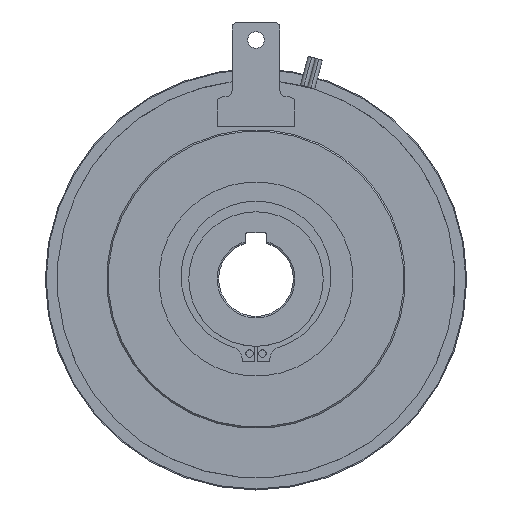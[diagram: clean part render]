
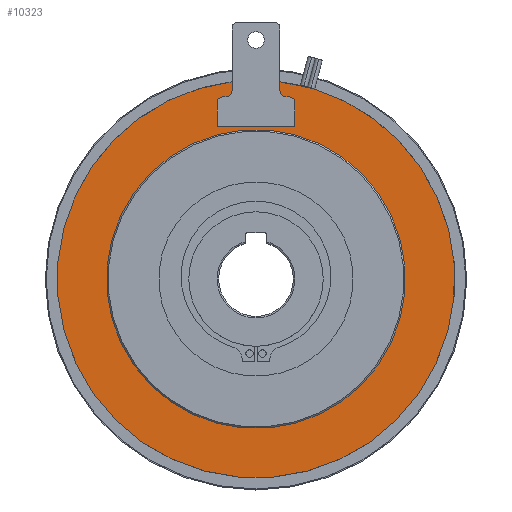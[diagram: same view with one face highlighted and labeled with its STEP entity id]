
A CAD part, top view. The second image highlights one B-rep face of the part: STEP entity #10323.
In plain terms, the highlighted planar face has unit normal (0, 0, 1).
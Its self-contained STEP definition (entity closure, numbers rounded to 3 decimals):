
#1110 = DIRECTION ( 'NONE',  ( 0.966, -0.259, 0. ) ) ;
#1239 = DIRECTION ( 'NONE',  ( 0.966, -0.259, 0. ) ) ;
#1240 = DIRECTION ( 'NONE',  ( 0., 0., 1. ) ) ;
#1241 = AXIS2_PLACEMENT_3D ( 'NONE', #1245, #1240, #1239 ) ;
#1242 = CIRCLE ( 'NONE', #1241, 50. ) ;
#1245 = CARTESIAN_POINT ( 'NONE',  ( 0., 0., 28. ) ) ;
#1246 = CARTESIAN_POINT ( 'NONE',  ( -48.296, 12.941, 28. ) ) ;
#1292 = CARTESIAN_POINT ( 'NONE',  ( 64.234, -17.211, 28. ) ) ;
#1364 = DIRECTION ( 'NONE',  ( 0., 0., 1. ) ) ;
#1365 = CARTESIAN_POINT ( 'NONE',  ( 0., 0., 28. ) ) ;
#1366 = AXIS2_PLACEMENT_3D ( 'NONE', #1365, #1364, #1110 ) ;
#1367 = CIRCLE ( 'NONE', #1366, 66.5 ) ;
#1395 = DIRECTION ( 'NONE',  ( 0.966, -0.259, 0. ) ) ;
#1396 = DIRECTION ( 'NONE',  ( 0., 0., 1. ) ) ;
#1397 = CARTESIAN_POINT ( 'NONE',  ( 0., 0., 28. ) ) ;
#1398 = AXIS2_PLACEMENT_3D ( 'NONE', #1397, #1396, #1395 ) ;
#1399 = CIRCLE ( 'NONE', #1398, 66.5 ) ;
#1400 = CARTESIAN_POINT ( 'NONE',  ( 8., 66.017, 28. ) ) ;
#1401 = CARTESIAN_POINT ( 'NONE',  ( -64.234, 17.211, 28. ) ) ;
#1407 = CARTESIAN_POINT ( 'NONE',  ( 48.296, -12.941, 28. ) ) ;
#1431 = CARTESIAN_POINT ( 'NONE',  ( -8., 66.017, 28. ) ) ;
#2086 = DIRECTION ( 'NONE',  ( -1., 0., 0. ) ) ;
#2087 = VECTOR ( 'NONE', #2086, 1000. ) ;
#2088 = CARTESIAN_POINT ( 'NONE',  ( -10., 61., 28. ) ) ;
#2089 = LINE ( 'NONE', #2088, #2087 ) ;
#2145 = CARTESIAN_POINT ( 'NONE',  ( -11., 61., 28. ) ) ;
#2150 = CARTESIAN_POINT ( 'NONE',  ( 0., 0., 28. ) ) ;
#2151 = PLANE ( 'NONE',  #2211 ) ;
#2152 = FACE_OUTER_BOUND ( 'NONE', #10359, .T. ) ;
#2153 = FACE_BOUND ( 'NONE', #10333, .T. ) ;
#2172 = DIRECTION ( 'NONE',  ( -1., 0., 0. ) ) ;
#2173 = DIRECTION ( 'NONE',  ( 0., 0., 1. ) ) ;
#2174 = CARTESIAN_POINT ( 'NONE',  ( -11., 59., 28. ) ) ;
#2175 = AXIS2_PLACEMENT_3D ( 'NONE', #2174, #2173, #2172 ) ;
#2179 = CIRCLE ( 'NONE', #2175, 2. ) ;
#2209 = DIRECTION ( 'NONE',  ( 0.966, -0.259, 0. ) ) ;
#2210 = DIRECTION ( 'NONE',  ( 0., 0., 1. ) ) ;
#2211 = AXIS2_PLACEMENT_3D ( 'NONE', #2150, #2210, #2209 ) ;
#2226 = DIRECTION ( 'NONE',  ( 0.966, -0.259, 0. ) ) ;
#2227 = DIRECTION ( 'NONE',  ( 0., 0., 1. ) ) ;
#2228 = CARTESIAN_POINT ( 'NONE',  ( 0., 0., 28. ) ) ;
#2229 = AXIS2_PLACEMENT_3D ( 'NONE', #2228, #2227, #2226 ) ;
#2230 = CIRCLE ( 'NONE', #2229, 50. ) ;
#2257 = DIRECTION ( 'NONE',  ( 0.966, -0.259, 0. ) ) ;
#2258 = DIRECTION ( 'NONE',  ( 0., 0., 1. ) ) ;
#2259 = CARTESIAN_POINT ( 'NONE',  ( 0., 0., 28. ) ) ;
#2260 = AXIS2_PLACEMENT_3D ( 'NONE', #2259, #2258, #2257 ) ;
#2261 = CIRCLE ( 'NONE', #2260, 66.5 ) ;
#2273 = LINE ( 'NONE', #2338, #2336 ) ;
#2286 = CARTESIAN_POINT ( 'NONE',  ( 13., 51., 28. ) ) ;
#2305 = CARTESIAN_POINT ( 'NONE',  ( -13., 51., 28. ) ) ;
#2335 = DIRECTION ( 'NONE',  ( 0., -1., 0. ) ) ;
#2336 = VECTOR ( 'NONE', #2335, 1000. ) ;
#2338 = CARTESIAN_POINT ( 'NONE',  ( -13., 59., 28. ) ) ;
#2348 = DIRECTION ( 'NONE',  ( 1., 0., 0. ) ) ;
#2349 = DIRECTION ( 'NONE',  ( 0., 0., 1. ) ) ;
#2350 = CARTESIAN_POINT ( 'NONE',  ( 11., 59., 28. ) ) ;
#2351 = AXIS2_PLACEMENT_3D ( 'NONE', #2350, #2349, #2348 ) ;
#2352 = CIRCLE ( 'NONE', #2351, 2. ) ;
#2364 = DIRECTION ( 'NONE',  ( 1., 0., 0. ) ) ;
#2365 = VECTOR ( 'NONE', #2364, 1000. ) ;
#2366 = CARTESIAN_POINT ( 'NONE',  ( -13., 51., 28. ) ) ;
#2367 = LINE ( 'NONE', #2366, #2365 ) ;
#2368 = CARTESIAN_POINT ( 'NONE',  ( -13., 59., 28. ) ) ;
#2375 = CARTESIAN_POINT ( 'NONE',  ( 11., 61., 28. ) ) ;
#2380 = CARTESIAN_POINT ( 'NONE',  ( 10., 61., 28. ) ) ;
#2393 = DIRECTION ( 'NONE',  ( -1., 0., 0. ) ) ;
#2394 = VECTOR ( 'NONE', #2393, 1000. ) ;
#2395 = CARTESIAN_POINT ( 'NONE',  ( 11., 61., 28. ) ) ;
#2396 = LINE ( 'NONE', #2395, #2394 ) ;
#2397 = DIRECTION ( 'NONE',  ( 0., 1., 0. ) ) ;
#2398 = VECTOR ( 'NONE', #2397, 1000. ) ;
#2399 = CARTESIAN_POINT ( 'NONE',  ( 13., 51., 28. ) ) ;
#2400 = LINE ( 'NONE', #2399, #2398 ) ;
#2419 = DIRECTION ( 'NONE',  ( 1., 0., 0. ) ) ;
#2420 = DIRECTION ( 'NONE',  ( 0., 0., -1. ) ) ;
#2421 = CARTESIAN_POINT ( 'NONE',  ( 10., 63., 28. ) ) ;
#2422 = AXIS2_PLACEMENT_3D ( 'NONE', #2421, #2420, #2419 ) ;
#2423 = CIRCLE ( 'NONE', #2422, 2. ) ;
#2424 = CARTESIAN_POINT ( 'NONE',  ( 8., 63., 28. ) ) ;
#2425 = CARTESIAN_POINT ( 'NONE',  ( 13., 59., 28. ) ) ;
#2439 = CARTESIAN_POINT ( 'NONE',  ( -8., 63., 28. ) ) ;
#3668 = EDGE_CURVE ( 'NONE', #9638, #10496, #11492, .T. ) ;
#3687 = ORIENTED_EDGE ( 'NONE', *, *, #9630, .T. ) ;
#4299 = VERTEX_POINT ( 'NONE', #11712 ) ;
#4303 = EDGE_CURVE ( 'NONE', #10496, #4299, #11707, .T. ) ;
#4317 = EDGE_CURVE ( 'NONE', #10463, #9631, #11738, .T. ) ;
#9581 = VERTEX_POINT ( 'NONE', #1246 ) ;
#9582 = EDGE_CURVE ( 'NONE', #9652, #9581, #1242, .T. ) ;
#9583 = VERTEX_POINT ( 'NONE', #1292 ) ;
#9630 = EDGE_CURVE ( 'NONE', #9583, #9631, #1399, .T. ) ;
#9631 = VERTEX_POINT ( 'NONE', #1400 ) ;
#9637 = EDGE_CURVE ( 'NONE', #9638, #9655, #1367, .T. ) ;
#9638 = VERTEX_POINT ( 'NONE', #1431 ) ;
#9652 = VERTEX_POINT ( 'NONE', #1407 ) ;
#9655 = VERTEX_POINT ( 'NONE', #1401 ) ;
#10279 = EDGE_CURVE ( 'NONE', #4299, #10287, #2089, .T. ) ;
#10287 = VERTEX_POINT ( 'NONE', #2145 ) ;
#10302 = EDGE_CURVE ( 'NONE', #10287, #10419, #2179, .T. ) ;
#10323 = ADVANCED_FACE ( 'NONE', ( #2153, #2152 ), #2151, .T. ) ;
#10325 = ORIENTED_EDGE ( 'NONE', *, *, #10279, .F. ) ;
#10326 = ORIENTED_EDGE ( 'NONE', *, *, #9582, .F. ) ;
#10329 = ORIENTED_EDGE ( 'NONE', *, *, #10434, .F. ) ;
#10330 = ORIENTED_EDGE ( 'NONE', *, *, #10428, .F. ) ;
#10333 = EDGE_LOOP ( 'NONE', ( #10326, #10357 ) ) ;
#10337 = ORIENTED_EDGE ( 'NONE', *, *, #10302, .F. ) ;
#10345 = ORIENTED_EDGE ( 'NONE', *, *, #10435, .F. ) ;
#10350 = ORIENTED_EDGE ( 'NONE', *, *, #10464, .F. ) ;
#10352 = EDGE_CURVE ( 'NONE', #9581, #9652, #2230, .T. ) ;
#10353 = ORIENTED_EDGE ( 'NONE', *, *, #10399, .F. ) ;
#10355 = ORIENTED_EDGE ( 'NONE', *, *, #4317, .F. ) ;
#10357 = ORIENTED_EDGE ( 'NONE', *, *, #10352, .F. ) ;
#10358 = ORIENTED_EDGE ( 'NONE', *, *, #10421, .F. ) ;
#10359 = EDGE_LOOP ( 'NONE', ( #10355, #10350, #10345, #10330, #10329, #10358, #10353, #10337, #10325, #10381, #10376, #10371, #10367, #3687 ) ) ;
#10367 = ORIENTED_EDGE ( 'NONE', *, *, #10377, .T. ) ;
#10371 = ORIENTED_EDGE ( 'NONE', *, *, #9637, .T. ) ;
#10376 = ORIENTED_EDGE ( 'NONE', *, *, #3668, .F. ) ;
#10377 = EDGE_CURVE ( 'NONE', #9655, #9583, #2261, .T. ) ;
#10381 = ORIENTED_EDGE ( 'NONE', *, *, #4303, .F. ) ;
#10393 = VERTEX_POINT ( 'NONE', #2286 ) ;
#10399 = EDGE_CURVE ( 'NONE', #10419, #10417, #2273, .T. ) ;
#10417 = VERTEX_POINT ( 'NONE', #2305 ) ;
#10419 = VERTEX_POINT ( 'NONE', #2368 ) ;
#10421 = EDGE_CURVE ( 'NONE', #10417, #10393, #2367, .T. ) ;
#10428 = EDGE_CURVE ( 'NONE', #10460, #10451, #2352, .T. ) ;
#10434 = EDGE_CURVE ( 'NONE', #10393, #10460, #2400, .T. ) ;
#10435 = EDGE_CURVE ( 'NONE', #10451, #10445, #2396, .T. ) ;
#10445 = VERTEX_POINT ( 'NONE', #2380 ) ;
#10451 = VERTEX_POINT ( 'NONE', #2375 ) ;
#10460 = VERTEX_POINT ( 'NONE', #2425 ) ;
#10463 = VERTEX_POINT ( 'NONE', #2424 ) ;
#10464 = EDGE_CURVE ( 'NONE', #10445, #10463, #2423, .T. ) ;
#10496 = VERTEX_POINT ( 'NONE', #2439 ) ;
#11489 = DIRECTION ( 'NONE',  ( 0., -1., 0. ) ) ;
#11490 = VECTOR ( 'NONE', #11489, 1000. ) ;
#11491 = CARTESIAN_POINT ( 'NONE',  ( -8., 84., 28. ) ) ;
#11492 = LINE ( 'NONE', #11491, #11490 ) ;
#11703 = DIRECTION ( 'NONE',  ( -1., 0., 0. ) ) ;
#11704 = DIRECTION ( 'NONE',  ( 0., 0., -1. ) ) ;
#11705 = CARTESIAN_POINT ( 'NONE',  ( -10., 63., 28. ) ) ;
#11706 = AXIS2_PLACEMENT_3D ( 'NONE', #11705, #11704, #11703 ) ;
#11707 = CIRCLE ( 'NONE', #11706, 2. ) ;
#11712 = CARTESIAN_POINT ( 'NONE',  ( -10., 61., 28. ) ) ;
#11735 = DIRECTION ( 'NONE',  ( 0., 1., 0. ) ) ;
#11736 = VECTOR ( 'NONE', #11735, 1000. ) ;
#11737 = CARTESIAN_POINT ( 'NONE',  ( 8., 63., 28. ) ) ;
#11738 = LINE ( 'NONE', #11737, #11736 ) ;
